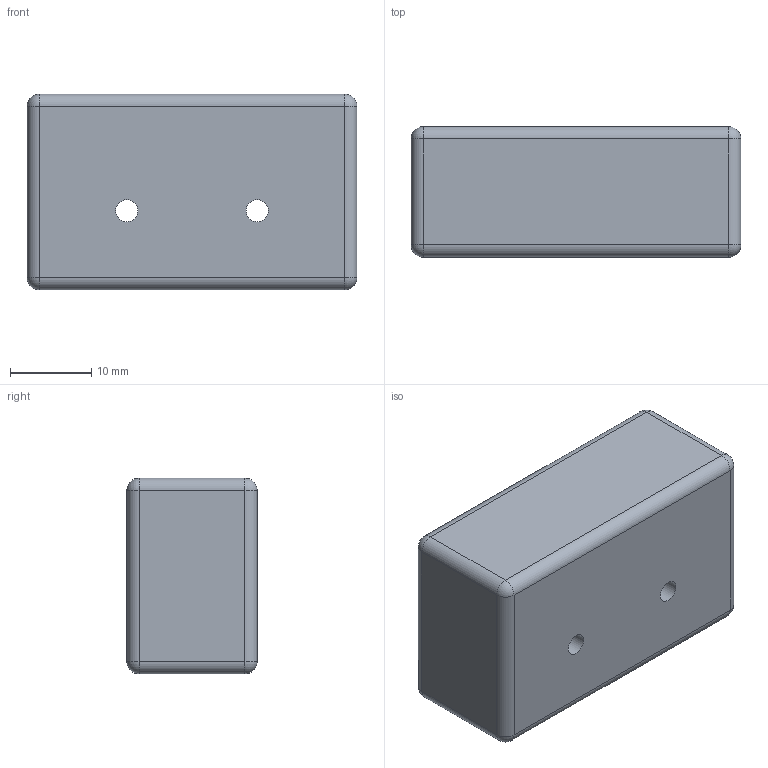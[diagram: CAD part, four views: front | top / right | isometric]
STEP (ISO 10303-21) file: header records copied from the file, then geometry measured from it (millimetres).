
FILE_DESCRIPTION(('FreeCAD Model'),'2;1');
FILE_NAME('Open CASCADE Shape Model','2025-03-31T15:43:57',('Author'),( ''),'Open CASCADE STEP processor 7.8','FreeCAD','Unknown');
FILE_SCHEMA(('AUTOMOTIVE_DESIGN { 1 0 10303 214 1 1 1 1 }'));
Length unit declared in the file: millimetre
Products named in the file (1): Xvisio Mount
Bounding box: 40.5 x 16 x 23.99 mm (x, y, z)
Volume: 13383.1 mm3; surface area: 4809.5 mm2
Topology: 1 solids, 1 shells, 34 faces, 71 edges, 34 vertices
Faces by surface type: cylinder 17, plane 9, sphere 8
Full cylindrical faces by diameter (mm): 2.7 x2, 7.7 x1, 8.2 x2
Entity records: 859 total; most frequent: DIRECTION 167, CARTESIAN_POINT 132, ORIENTED_EDGE 126, AXIS2_PLACEMENT_3D 69, EDGE_CURVE 63, FACE_BOUND 41, EDGE_LOOP 41, ADVANCED_FACE 34
